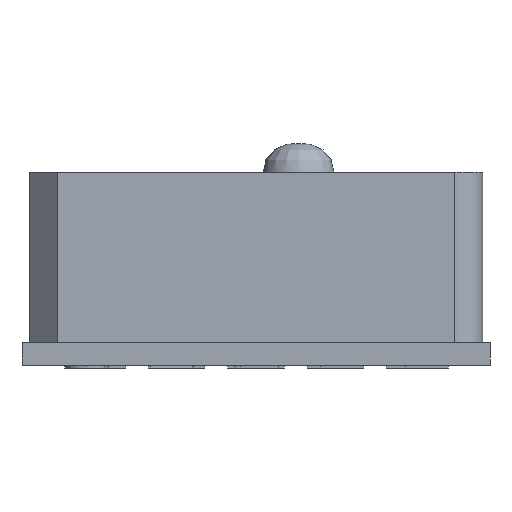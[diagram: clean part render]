
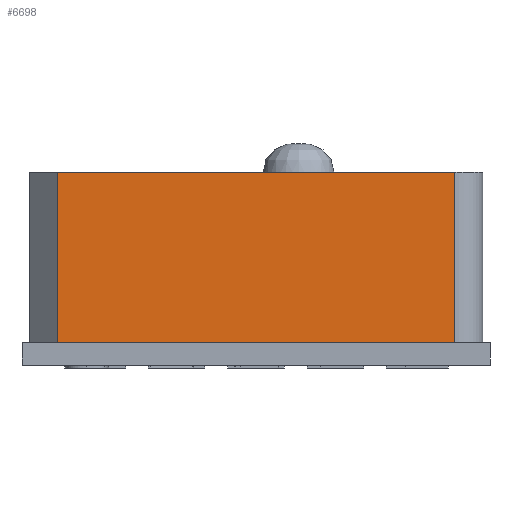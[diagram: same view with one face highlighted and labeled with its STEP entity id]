
A CAD part, left-side view. The second image highlights one B-rep face of the part: STEP entity #6698.
In plain terms, the highlighted planar face has unit normal (-1, 0, 0).
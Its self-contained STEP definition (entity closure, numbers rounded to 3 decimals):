
#6571=CARTESIAN_POINT('',(-28.5,7.0,6.8));
#6572=VERTEX_POINT('',#6571);
#6589=CARTESIAN_POINT('',(-28.5,7.,0.8));
#6590=VERTEX_POINT('',#6589);
#6597=CARTESIAN_POINT('',(-28.5,7.0,0.8));
#6598=DIRECTION('',(0.0,0.0,1.0));
#6599=VECTOR('',#6598,6.);
#6600=LINE('',#6597,#6599);
#6601=EDGE_CURVE('',#6590,#6572,#6600,.T.);
#6612=CARTESIAN_POINT('',(-28.5,-7.,6.8));
#6613=VERTEX_POINT('',#6612);
#6614=CARTESIAN_POINT('',(-28.5,-7.0,6.8));
#6615=DIRECTION('',(0.0,1.0,0.0));
#6616=VECTOR('',#6615,14.0);
#6617=LINE('',#6614,#6616);
#6618=EDGE_CURVE('',#6613,#6572,#6617,.T.);
#6675=CARTESIAN_POINT('',(-28.5,-8.0,0.8));
#6676=DIRECTION('',(-1.0,0.0,0.0));
#6677=DIRECTION('',(0.0,0.0,1.0));
#6678=AXIS2_PLACEMENT_3D('',#6675,#6676,#6677);
#6679=PLANE('',#6678);
#6680=ORIENTED_EDGE('',*,*,#6601,.F.);
#6681=CARTESIAN_POINT('',(-28.5,-7.,0.8));
#6682=VERTEX_POINT('',#6681);
#6683=CARTESIAN_POINT('',(-28.5,-7.0,0.8));
#6684=DIRECTION('',(0.0,1.0,0.0));
#6685=VECTOR('',#6684,14.0);
#6686=LINE('',#6683,#6685);
#6687=EDGE_CURVE('',#6682,#6590,#6686,.T.);
#6688=ORIENTED_EDGE('',*,*,#6687,.F.);
#6689=CARTESIAN_POINT('',(-28.5,-7.,6.8));
#6690=DIRECTION('',(0.0,0.0,-1.0));
#6691=VECTOR('',#6690,6.);
#6692=LINE('',#6689,#6691);
#6693=EDGE_CURVE('',#6613,#6682,#6692,.T.);
#6694=ORIENTED_EDGE('',*,*,#6693,.F.);
#6695=ORIENTED_EDGE('',*,*,#6618,.T.);
#6696=EDGE_LOOP('',(#6680,#6688,#6694,#6695));
#6697=FACE_OUTER_BOUND('',#6696,.T.);
#6698=ADVANCED_FACE('',(#6697),#6679,.T.);
